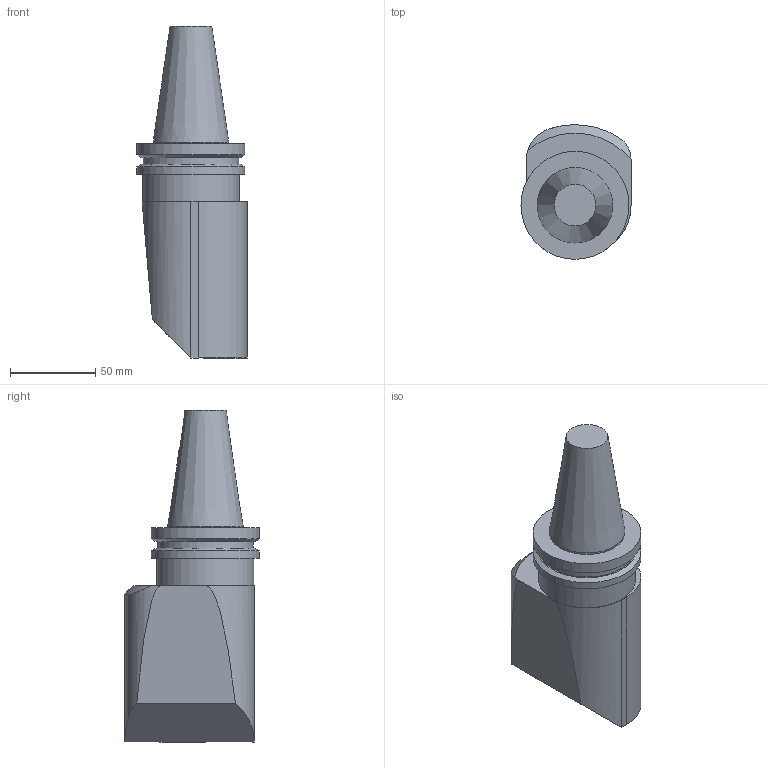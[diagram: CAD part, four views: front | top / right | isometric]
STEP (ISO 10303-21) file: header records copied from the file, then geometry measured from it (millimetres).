
FILE_DESCRIPTION((''),'1');
FILE_NAME('BCV40Y-180-BH1.000R-5.stp','2018-03-14T06:00:52',(''),(''),'Spatial Interop R21 SP3','Kubotek KeyCreator 2011 V10.0.2 (22737)',' ');
FILE_SCHEMA(('automotive_design'));
Length unit declared in the file: millimetre
Products named in the file (1): Unnamed[1]
Bounding box: 64.75 x 79.25 x 195.25 mm (x, y, z)
Volume: 446663.5 mm3; surface area: 47039.7 mm2
Topology: 1 solids, 1 shells, 29 faces, 61 edges, 39 vertices
Faces by surface type: plane 15, cylinder 10, cone 4
Full cylindrical faces by diameter (mm): 44.45 x1, 56.36 x1, 57 x1, 63.5 x2
Entity records: 1415 total; most frequent: CARTESIAN_POINT 162, DIRECTION 136, PRESENTATION_STYLE_ASSIGNMENT 113, COLOUR_RGB 113, ORIENTED_EDGE 106, STYLED_ITEM 83, CURVE_STYLE 83, DRAUGHTING_PRE_DEFINED_CURVE_FONT 83
